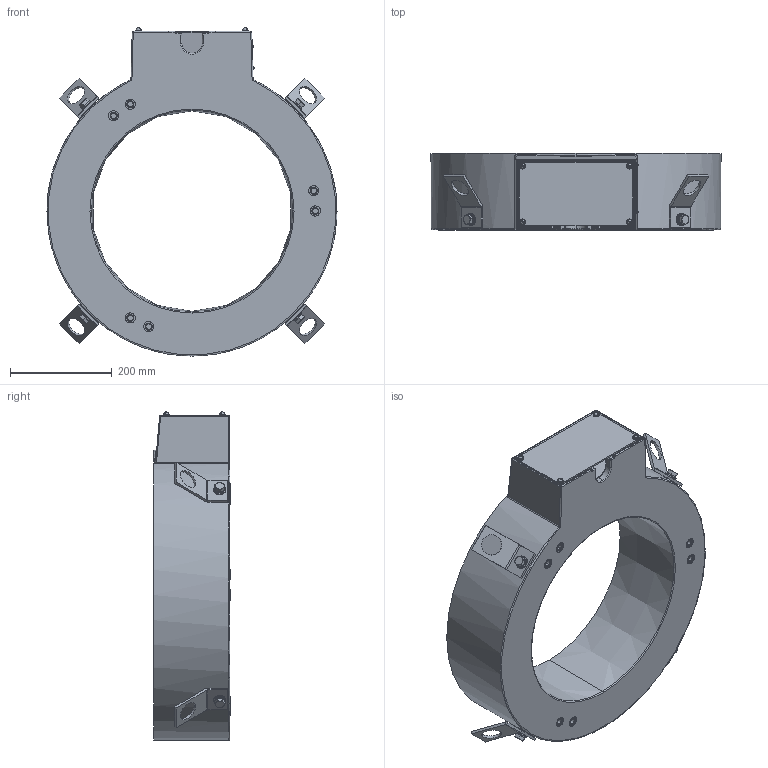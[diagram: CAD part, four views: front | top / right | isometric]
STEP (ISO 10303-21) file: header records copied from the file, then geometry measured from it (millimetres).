
FILE_DESCRIPTION (( 'STEP AP203' ), '1' );
FILE_NAME ('畟-110-IX-I-1.STEP', '2022-08-02T08:11:40', ( '' ), ( '' ), 'SwSTEP 2.0', 'SolidWorks 2010', '' );
FILE_SCHEMA (( 'CONFIG_CONTROL_DESIGN' ));
Length unit declared in the file: millimetre
Products named in the file (1): 畟-110-IX-I-1
Bounding box: 570 x 151 x 644.92 mm (x, y, z)
Surface area: 911030.5 mm2 (no closed solid volume)
Topology: 0 solids, 50 shells, 359 faces, 1032 edges, 707 vertices
Faces by surface type: plane 146, cylinder 124, cone 41, sphere 22, bspline 20, torus 6
Entity records: 13525 total; most frequent: CARTESIAN_POINT 4157, DIRECTION 2058, ORIENTED_EDGE 1673, EDGE_CURVE 1026, AXIS2_PLACEMENT_3D 822, VERTEX_POINT 707, CIRCLE 482, EDGE_LOOP 431
